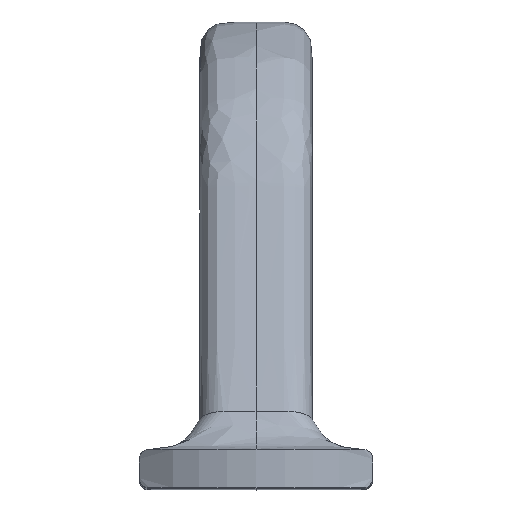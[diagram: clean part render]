
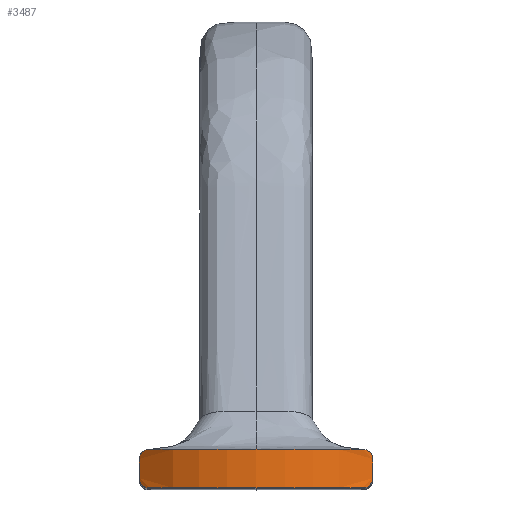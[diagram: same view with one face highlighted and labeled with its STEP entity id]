
A CAD part, top view. The second image highlights one B-rep face of the part: STEP entity #3487.
In plain terms, the highlighted cylindrical face has radius 5.849 mm (diameter 11.698 mm), a partial arc.
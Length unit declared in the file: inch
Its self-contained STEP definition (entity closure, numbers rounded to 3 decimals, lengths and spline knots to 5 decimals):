
#1798 = B_SPLINE_CURVE_WITH_KNOTS ( 'NONE', 3,
 ( #5030, #5025, #5024, #5023, #5022, #5021, #5020, #5019 ),
 .UNSPECIFIED., .F., .F.,
 ( 4, 2, 2, 4 ),
 ( 0., 0.00029, 0.00044, 0.00059 ),
 .UNSPECIFIED. ) ;
#1799 = B_SPLINE_CURVE_WITH_KNOTS ( 'NONE', 3,
 ( #5046, #5044, #5043, #5042, #5041, #5040, #5039, #5038 ),
 .UNSPECIFIED., .F., .F.,
 ( 4, 2, 2, 4 ),
 ( 0., 0.00015, 0.00029, 0.00059 ),
 .UNSPECIFIED. ) ;
#1815 = B_SPLINE_CURVE_WITH_KNOTS ( 'NONE', 3,
 ( #5027, #5007, #5006, #5005, #5004, #5003, #5002, #5001 ),
 .UNSPECIFIED., .F., .F.,
 ( 4, 2, 2, 4 ),
 ( 0., 0.00029, 0.00044, 0.00059 ),
 .UNSPECIFIED. ) ;
#1819 = B_SPLINE_CURVE_WITH_KNOTS ( 'NONE', 3,
 ( #5026, #5018, #5017, #5016, #5015, #5014, #5013, #5012 ),
 .UNSPECIFIED., .F., .F.,
 ( 4, 2, 2, 4 ),
 ( 0., 0.00015, 0.00029, 0.00059 ),
 .UNSPECIFIED. ) ;
#2588 = CARTESIAN_POINT ( 'NONE',  ( -0.14173, 0.05118, 0.76716 ) ) ;
#2589 = CARTESIAN_POINT ( 'NONE',  ( 0.14173, 0.05118, 0.76716 ) ) ;
#2590 = CARTESIAN_POINT ( 'NONE',  ( 0.14173, 0., 0.76716 ) ) ;
#2595 = VERTEX_POINT ( 'NONE', #2926 ) ;
#2598 = VERTEX_POINT ( 'NONE', #2804 ) ;
#2601 = VERTEX_POINT ( 'NONE', #2919 ) ;
#2606 = VERTEX_POINT ( 'NONE', #2798 ) ;
#2610 = VERTEX_POINT ( 'NONE', #2807 ) ;
#2798 = CARTESIAN_POINT ( 'NONE',  ( -0.15453, 0.03839, 0.7564 ) ) ;
#2804 = CARTESIAN_POINT ( 'NONE',  ( -0.14173, 0., 0.76716 ) ) ;
#2807 = CARTESIAN_POINT ( 'NONE',  ( -0.15453, 0.0128, 0.7564 ) ) ;
#2811 = DIRECTION ( 'NONE',  ( 0., -1., 0. ) ) ;
#2821 = DIRECTION ( 'NONE',  ( 0., 0., -1. ) ) ;
#2824 = CARTESIAN_POINT ( 'NONE',  ( 0., 0.05118, 0.58567 ) ) ;
#2919 = CARTESIAN_POINT ( 'NONE',  ( 0.15453, 0.0128, 0.7564 ) ) ;
#2920 = VERTEX_POINT ( 'NONE', #2588 ) ;
#2924 = VERTEX_POINT ( 'NONE', #2590 ) ;
#2926 = CARTESIAN_POINT ( 'NONE',  ( 0.15453, 0.03839, 0.7564 ) ) ;
#2928 = VERTEX_POINT ( 'NONE', #2589 ) ;
#3433 = AXIS2_PLACEMENT_3D ( 'NONE', #5011, #5010, #5009 ) ;
#3462 = AXIS2_PLACEMENT_3D ( 'NONE', #5034, #5029, #5028 ) ;
#3487 = ADVANCED_FACE ( 'NONE', ( #5502 ), #5416, .T. ) ;
#3529 = ORIENTED_EDGE ( 'NONE', *, *, #5285, .T. ) ;
#3532 = ORIENTED_EDGE ( 'NONE', *, *, #5286, .F. ) ;
#3533 = ORIENTED_EDGE ( 'NONE', *, *, #5294, .F. ) ;
#3541 = ORIENTED_EDGE ( 'NONE', *, *, #5291, .T. ) ;
#3553 = ORIENTED_EDGE ( 'NONE', *, *, #5293, .T. ) ;
#3554 = ORIENTED_EDGE ( 'NONE', *, *, #5292, .T. ) ;
#3609 = ORIENTED_EDGE ( 'NONE', *, *, #5295, .T. ) ;
#3625 = ORIENTED_EDGE ( 'NONE', *, *, #5287, .T. ) ;
#5001 = CARTESIAN_POINT ( 'NONE',  ( -0.15453, 0.03839, 0.7564 ) ) ;
#5002 = CARTESIAN_POINT ( 'NONE',  ( -0.15453, 0.04035, 0.7564 ) ) ;
#5003 = CARTESIAN_POINT ( 'NONE',  ( -0.15406, 0.04226, 0.75682 ) ) ;
#5004 = CARTESIAN_POINT ( 'NONE',  ( -0.15249, 0.04555, 0.75822 ) ) ;
#5005 = CARTESIAN_POINT ( 'NONE',  ( -0.15141, 0.04691, 0.75918 ) ) ;
#5006 = CARTESIAN_POINT ( 'NONE',  ( -0.14778, 0.05012, 0.7623 ) ) ;
#5007 = CARTESIAN_POINT ( 'NONE',  ( -0.1448, 0.05118, 0.76476 ) ) ;
#5009 = DIRECTION ( 'NONE',  ( 0., 0., 1. ) ) ;
#5010 = DIRECTION ( 'NONE',  ( 0., 1., 0. ) ) ;
#5011 = CARTESIAN_POINT ( 'NONE',  ( 0., 0.05118, 0.58567 ) ) ;
#5012 = CARTESIAN_POINT ( 'NONE',  ( 0.14173, 0.05118, 0.76716 ) ) ;
#5013 = CARTESIAN_POINT ( 'NONE',  ( 0.1448, 0.05118, 0.76476 ) ) ;
#5014 = CARTESIAN_POINT ( 'NONE',  ( 0.14777, 0.05013, 0.76231 ) ) ;
#5015 = CARTESIAN_POINT ( 'NONE',  ( 0.15145, 0.04687, 0.75915 ) ) ;
#5016 = CARTESIAN_POINT ( 'NONE',  ( 0.15251, 0.04551, 0.7582 ) ) ;
#5017 = CARTESIAN_POINT ( 'NONE',  ( 0.15406, 0.04225, 0.75682 ) ) ;
#5018 = CARTESIAN_POINT ( 'NONE',  ( 0.15453, 0.04035, 0.7564 ) ) ;
#5019 = CARTESIAN_POINT ( 'NONE',  ( 0.15453, 0.0128, 0.7564 ) ) ;
#5020 = CARTESIAN_POINT ( 'NONE',  ( 0.15453, 0.01083, 0.7564 ) ) ;
#5021 = CARTESIAN_POINT ( 'NONE',  ( 0.15406, 0.00892, 0.75682 ) ) ;
#5022 = CARTESIAN_POINT ( 'NONE',  ( 0.15249, 0.00563, 0.75822 ) ) ;
#5023 = CARTESIAN_POINT ( 'NONE',  ( 0.15141, 0.00427, 0.75918 ) ) ;
#5024 = CARTESIAN_POINT ( 'NONE',  ( 0.14778, 0.00106, 0.7623 ) ) ;
#5025 = CARTESIAN_POINT ( 'NONE',  ( 0.1448, 0., 0.76476 ) ) ;
#5026 = CARTESIAN_POINT ( 'NONE',  ( 0.15453, 0.03839, 0.7564 ) ) ;
#5027 = CARTESIAN_POINT ( 'NONE',  ( -0.14173, 0.05118, 0.76716 ) ) ;
#5028 = DIRECTION ( 'NONE',  ( 0., 0., 1. ) ) ;
#5029 = DIRECTION ( 'NONE',  ( 0., 1., 0. ) ) ;
#5030 = CARTESIAN_POINT ( 'NONE',  ( 0.14173, 0., 0.76716 ) ) ;
#5034 = CARTESIAN_POINT ( 'NONE',  ( 0., 0., 0.58567 ) ) ;
#5038 = CARTESIAN_POINT ( 'NONE',  ( -0.14173, 0., 0.76716 ) ) ;
#5039 = CARTESIAN_POINT ( 'NONE',  ( -0.1448, 0., 0.76476 ) ) ;
#5040 = CARTESIAN_POINT ( 'NONE',  ( -0.14777, 0.00105, 0.76231 ) ) ;
#5041 = CARTESIAN_POINT ( 'NONE',  ( -0.15145, 0.00431, 0.75915 ) ) ;
#5042 = CARTESIAN_POINT ( 'NONE',  ( -0.15251, 0.00567, 0.7582 ) ) ;
#5043 = CARTESIAN_POINT ( 'NONE',  ( -0.15406, 0.00894, 0.75682 ) ) ;
#5044 = CARTESIAN_POINT ( 'NONE',  ( -0.15453, 0.01083, 0.7564 ) ) ;
#5045 = DIRECTION ( 'NONE',  ( 0., -1., 0. ) ) ;
#5046 = CARTESIAN_POINT ( 'NONE',  ( -0.15453, 0.0128, 0.7564 ) ) ;
#5047 = DIRECTION ( 'NONE',  ( 0., -1., 0. ) ) ;
#5048 = CARTESIAN_POINT ( 'NONE',  ( -0.15453, 0.05118, 0.7564 ) ) ;
#5049 = CARTESIAN_POINT ( 'NONE',  ( 0.15453, 0.05118, 0.7564 ) ) ;
#5285 = EDGE_CURVE ( 'NONE', #2606, #2610, #5546, .T. ) ;
#5286 = EDGE_CURVE ( 'NONE', #2595, #2601, #5488, .T. ) ;
#5287 = EDGE_CURVE ( 'NONE', #2610, #2598, #1799, .T. ) ;
#5291 = EDGE_CURVE ( 'NONE', #2598, #2924, #5548, .T. ) ;
#5292 = EDGE_CURVE ( 'NONE', #2924, #2601, #1798, .T. ) ;
#5293 = EDGE_CURVE ( 'NONE', #2595, #2928, #1819, .T. ) ;
#5294 = EDGE_CURVE ( 'NONE', #2920, #2928, #5541, .T. ) ;
#5295 = EDGE_CURVE ( 'NONE', #2920, #2606, #1815, .T. ) ;
#5329 = EDGE_LOOP ( 'NONE', ( #3529, #3625, #3541, #3554, #3532, #3553, #3533, #3609 ) ) ;
#5356 = AXIS2_PLACEMENT_3D ( 'NONE', #2824, #2811, #2821 ) ;
#5416 = CYLINDRICAL_SURFACE ( 'NONE', #5356, 0.23028 ) ;
#5488 = LINE ( 'NONE', #5049, #5511 ) ;
#5502 = FACE_OUTER_BOUND ( 'NONE', #5329, .T. ) ;
#5511 = VECTOR ( 'NONE', #5045, 39.37008 ) ;
#5541 = CIRCLE ( 'NONE', #3433, 0.23028 ) ;
#5546 = LINE ( 'NONE', #5048, #5557 ) ;
#5548 = CIRCLE ( 'NONE', #3462, 0.23028 ) ;
#5557 = VECTOR ( 'NONE', #5047, 39.37008 ) ;
